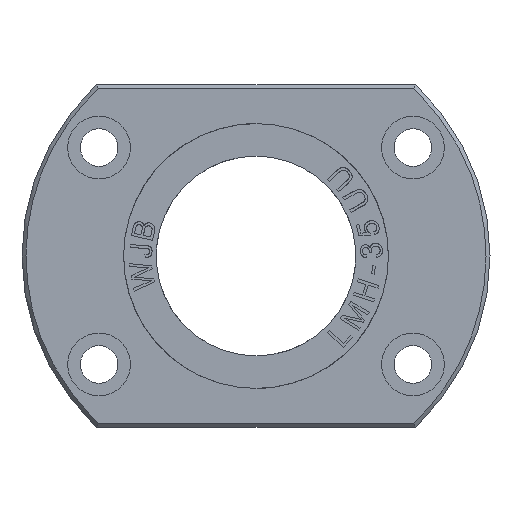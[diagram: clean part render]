
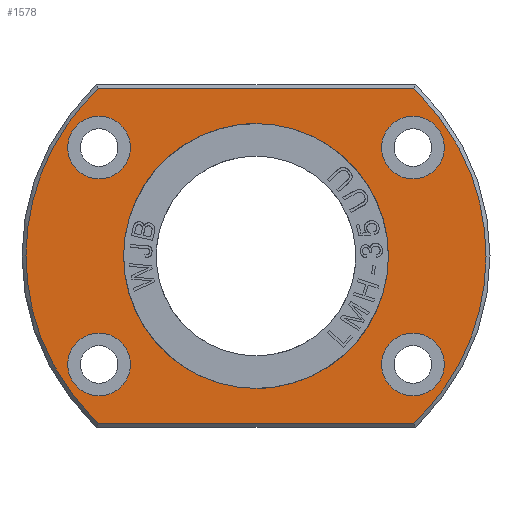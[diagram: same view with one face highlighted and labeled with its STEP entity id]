
A CAD part, left-side view. The second image highlights one B-rep face of the part: STEP entity #1578.
In plain terms, the highlighted planar face has unit normal (-1, 0, 0).
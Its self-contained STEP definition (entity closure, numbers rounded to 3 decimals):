
#215=PLANE('',#6570);
#1491=FACE_BOUND('',#2295,.T.);
#1492=FACE_BOUND('',#2296,.T.);
#1493=FACE_BOUND('',#2297,.T.);
#1494=FACE_BOUND('',#2298,.T.);
#1495=FACE_BOUND('',#2299,.T.);
#1496=FACE_BOUND('',#2300,.T.);
#1578=ADVANCED_FACE('',(#1491,#1492,#1493,#1494,#1495,#1496),#215,.T.);
#2295=EDGE_LOOP('',(#3393,#3394));
#2296=EDGE_LOOP('',(#3395,#3396));
#2297=EDGE_LOOP('',(#3397,#3398));
#2298=EDGE_LOOP('',(#3399,#3400));
#2299=EDGE_LOOP('',(#3401,#3402));
#2300=EDGE_LOOP('',(#3403,#3404,#3405,#3406));
#2668=B_SPLINE_CURVE_WITH_KNOTS('',3,(#8169,#8170,#8171,#8172,#8173,#8174,
#8175,#8176,#8177,#8178),.UNSPECIFIED.,.F.,.F.,(4,2,2,2,4),(0.,0.25,0.5,
0.75,1.),.UNSPECIFIED.);
#2761=B_SPLINE_CURVE_WITH_KNOTS('',3,(#9894,#9895,#9896,#9897,#9898,#9899,
#9900,#9901,#9902,#9903),.UNSPECIFIED.,.F.,.F.,(4,2,2,2,4),(0.,0.25,0.5,
0.75,1.),.UNSPECIFIED.);
#2762=B_SPLINE_CURVE_WITH_KNOTS('',3,(#9906,#9907,#9908,#9909,#9910,#9911,
#9912,#9913,#9914,#9915),.UNSPECIFIED.,.F.,.F.,(4,2,2,2,4),(0.,0.25,0.5,
0.75,1.),.UNSPECIFIED.);
#2765=B_SPLINE_CURVE_WITH_KNOTS('',3,(#9956,#9957,#9958,#9959,#9960,#9961,
#9962,#9963,#9964,#9965),.UNSPECIFIED.,.F.,.F.,(4,2,2,2,4),(0.,0.25,0.5,
0.75,1.),.UNSPECIFIED.);
#2766=B_SPLINE_CURVE_WITH_KNOTS('',3,(#9968,#9969,#9970,#9971),.UNSPECIFIED.,
 .F.,.F.,(4,4),(0.,1.),.UNSPECIFIED.);
#2767=B_SPLINE_CURVE_WITH_KNOTS('',3,(#9972,#9973,#9974,#9975),.UNSPECIFIED.,
 .F.,.F.,(4,4),(0.,1.),.UNSPECIFIED.);
#3393=ORIENTED_EDGE('',*,*,#5813,.F.);
#3394=ORIENTED_EDGE('',*,*,#5814,.F.);
#3395=ORIENTED_EDGE('',*,*,#5815,.F.);
#3396=ORIENTED_EDGE('',*,*,#5816,.F.);
#3397=ORIENTED_EDGE('',*,*,#5817,.F.);
#3398=ORIENTED_EDGE('',*,*,#5818,.F.);
#3399=ORIENTED_EDGE('',*,*,#5819,.F.);
#3400=ORIENTED_EDGE('',*,*,#5820,.F.);
#3401=ORIENTED_EDGE('',*,*,#5810,.T.);
#3402=ORIENTED_EDGE('',*,*,#5809,.T.);
#3403=ORIENTED_EDGE('',*,*,#5821,.F.);
#3404=ORIENTED_EDGE('',*,*,#5822,.F.);
#3405=ORIENTED_EDGE('',*,*,#5533,.F.);
#3406=ORIENTED_EDGE('',*,*,#5823,.F.);
#4915=VERTEX_POINT('',#8168);
#4916=VERTEX_POINT('',#8179);
#5189=VERTEX_POINT('',#9904);
#5190=VERTEX_POINT('',#9905);
#5193=VERTEX_POINT('',#9941);
#5194=VERTEX_POINT('',#9942);
#5195=VERTEX_POINT('',#9945);
#5196=VERTEX_POINT('',#9946);
#5197=VERTEX_POINT('',#9949);
#5198=VERTEX_POINT('',#9950);
#5199=VERTEX_POINT('',#9953);
#5200=VERTEX_POINT('',#9954);
#5201=VERTEX_POINT('',#9966);
#5202=VERTEX_POINT('',#9967);
#5533=EDGE_CURVE('',#4915,#4916,#2668,.T.);
#5809=EDGE_CURVE('',#5189,#5190,#2761,.T.);
#5810=EDGE_CURVE('',#5190,#5189,#2762,.T.);
#5813=EDGE_CURVE('',#5193,#5194,#6460,.T.);
#5814=EDGE_CURVE('',#5194,#5193,#6461,.T.);
#5815=EDGE_CURVE('',#5195,#5196,#6462,.T.);
#5816=EDGE_CURVE('',#5196,#5195,#6463,.T.);
#5817=EDGE_CURVE('',#5197,#5198,#6464,.T.);
#5818=EDGE_CURVE('',#5198,#5197,#6465,.T.);
#5819=EDGE_CURVE('',#5199,#5200,#6466,.T.);
#5820=EDGE_CURVE('',#5200,#5199,#6467,.T.);
#5821=EDGE_CURVE('',#5201,#5202,#2765,.T.);
#5822=EDGE_CURVE('',#4916,#5201,#2766,.T.);
#5823=EDGE_CURVE('',#5202,#4915,#2767,.T.);
#6460=CIRCLE('',#6562,5.5);
#6461=CIRCLE('',#6563,5.5);
#6462=CIRCLE('',#6564,5.5);
#6463=CIRCLE('',#6565,5.5);
#6464=CIRCLE('',#6566,5.5);
#6465=CIRCLE('',#6567,5.5);
#6466=CIRCLE('',#6568,5.5);
#6467=CIRCLE('',#6569,5.5);
#6562=AXIS2_PLACEMENT_3D('',#9940,#7121,#7122);
#6563=AXIS2_PLACEMENT_3D('',#9943,#7123,#7124);
#6564=AXIS2_PLACEMENT_3D('',#9944,#7125,#7126);
#6565=AXIS2_PLACEMENT_3D('',#9947,#7127,#7128);
#6566=AXIS2_PLACEMENT_3D('',#9948,#7129,#7130);
#6567=AXIS2_PLACEMENT_3D('',#9951,#7131,#7132);
#6568=AXIS2_PLACEMENT_3D('',#9952,#7133,#7134);
#6569=AXIS2_PLACEMENT_3D('',#9955,#7135,#7136);
#6570=AXIS2_PLACEMENT_3D('',#9976,#7137,#7138);
#7121=DIRECTION('',(-1.,0.,0.));
#7122=DIRECTION('',(0.,0.,1.));
#7123=DIRECTION('',(-1.,0.,0.));
#7124=DIRECTION('',(0.,0.,1.));
#7125=DIRECTION('',(-1.,0.,0.));
#7126=DIRECTION('',(0.,0.,1.));
#7127=DIRECTION('',(-1.,0.,0.));
#7128=DIRECTION('',(0.,0.,1.));
#7129=DIRECTION('',(-1.,0.,0.));
#7130=DIRECTION('',(0.,0.,1.));
#7131=DIRECTION('',(-1.,0.,0.));
#7132=DIRECTION('',(0.,0.,1.));
#7133=DIRECTION('',(-1.,0.,0.));
#7134=DIRECTION('',(0.,0.,1.));
#7135=DIRECTION('',(-1.,0.,0.));
#7136=DIRECTION('',(0.,0.,1.));
#7137=DIRECTION('',(-1.,0.,0.));
#7138=DIRECTION('',(0.,0.,1.));
#8168=CARTESIAN_POINT('',(0.,27.67,-29.3));
#8169=CARTESIAN_POINT('',(0.,27.669,-29.3));
#8170=CARTESIAN_POINT('',(0.,31.645,-25.546));
#8171=CARTESIAN_POINT('',(0.,34.844,-20.974));
#8172=CARTESIAN_POINT('',(0.,39.172,-10.932));
#8173=CARTESIAN_POINT('',(0.,40.3,-5.467));
#8174=CARTESIAN_POINT('',(0.,40.3,5.467));
#8175=CARTESIAN_POINT('',(0.,39.172,10.932));
#8176=CARTESIAN_POINT('',(0.,34.844,20.974));
#8177=CARTESIAN_POINT('',(0.,31.645,25.546));
#8178=CARTESIAN_POINT('',(0.,27.669,29.3));
#8179=CARTESIAN_POINT('',(0.,27.67,29.3));
#9894=CARTESIAN_POINT('',(0.,0.,23.2));
#9895=CARTESIAN_POINT('',(0.,-6.094,23.2));
#9896=CARTESIAN_POINT('',(0.,-12.097,20.712));
#9897=CARTESIAN_POINT('',(0.,-20.713,12.097));
#9898=CARTESIAN_POINT('',(0.,-23.2,6.092));
#9899=CARTESIAN_POINT('',(0.,-23.2,-6.092));
#9900=CARTESIAN_POINT('',(0.,-20.712,-12.097));
#9901=CARTESIAN_POINT('',(0.,-12.097,-20.713));
#9902=CARTESIAN_POINT('',(0.,-6.096,-23.2));
#9903=CARTESIAN_POINT('',(0.,0.,-23.2));
#9904=CARTESIAN_POINT('',(0.,0.,23.2));
#9905=CARTESIAN_POINT('',(0.,0.,
-23.2));
#9906=CARTESIAN_POINT('',(0.,0.,-23.2));
#9907=CARTESIAN_POINT('',(0.,6.094,-23.2));
#9908=CARTESIAN_POINT('',(0.,12.097,-20.712));
#9909=CARTESIAN_POINT('',(0.,20.713,-12.097));
#9910=CARTESIAN_POINT('',(0.,23.2,-6.092));
#9911=CARTESIAN_POINT('',(0.,23.2,6.092));
#9912=CARTESIAN_POINT('',(0.,20.712,12.097));
#9913=CARTESIAN_POINT('',(0.,12.097,20.713));
#9914=CARTESIAN_POINT('',(0.,6.096,23.2));
#9915=CARTESIAN_POINT('',(0.,0.,23.2));
#9940=CARTESIAN_POINT('',(0.,-27.5,19.));
#9941=CARTESIAN_POINT('',(0.,-27.5,24.5));
#9942=CARTESIAN_POINT('',(0.,-27.5,13.5));
#9943=CARTESIAN_POINT('',(0.,-27.5,19.));
#9944=CARTESIAN_POINT('',(0.,27.5,19.));
#9945=CARTESIAN_POINT('',(0.,27.5,24.5));
#9946=CARTESIAN_POINT('',(0.,27.5,13.5));
#9947=CARTESIAN_POINT('',(0.,27.5,19.));
#9948=CARTESIAN_POINT('',(0.,-27.5,-19.));
#9949=CARTESIAN_POINT('',(0.,-27.5,-13.5));
#9950=CARTESIAN_POINT('',(0.,-27.5,-24.5));
#9951=CARTESIAN_POINT('',(0.,-27.5,-19.));
#9952=CARTESIAN_POINT('',(0.,27.5,-19.));
#9953=CARTESIAN_POINT('',(0.,27.5,-13.5));
#9954=CARTESIAN_POINT('',(0.,27.5,-24.5));
#9955=CARTESIAN_POINT('',(0.,27.5,-19.));
#9956=CARTESIAN_POINT('',(0.,-27.669,29.3));
#9957=CARTESIAN_POINT('',(0.,-31.645,25.546));
#9958=CARTESIAN_POINT('',(0.,-34.844,20.974));
#9959=CARTESIAN_POINT('',(0.,-39.172,10.932));
#9960=CARTESIAN_POINT('',(0.,-40.3,5.467));
#9961=CARTESIAN_POINT('',(0.,-40.3,-5.467));
#9962=CARTESIAN_POINT('',(0.,-39.172,-10.932));
#9963=CARTESIAN_POINT('',(0.,-34.844,-20.974));
#9964=CARTESIAN_POINT('',(0.,-31.645,-25.546));
#9965=CARTESIAN_POINT('',(0.,-27.669,-29.3));
#9966=CARTESIAN_POINT('',(0.,-27.67,29.3));
#9967=CARTESIAN_POINT('',(0.,-27.67,-29.3));
#9968=CARTESIAN_POINT('',(0.,27.669,29.3));
#9969=CARTESIAN_POINT('',(0.,9.223,29.3));
#9970=CARTESIAN_POINT('',(0.,-9.223,29.3));
#9971=CARTESIAN_POINT('',(0.,-27.669,29.3));
#9972=CARTESIAN_POINT('',(0.,-27.669,-29.3));
#9973=CARTESIAN_POINT('',(0.,-9.223,-29.3));
#9974=CARTESIAN_POINT('',(0.,9.223,-29.3));
#9975=CARTESIAN_POINT('',(0.,27.669,-29.3));
#9976=CARTESIAN_POINT('',(0.,-41.106,-40.3));
